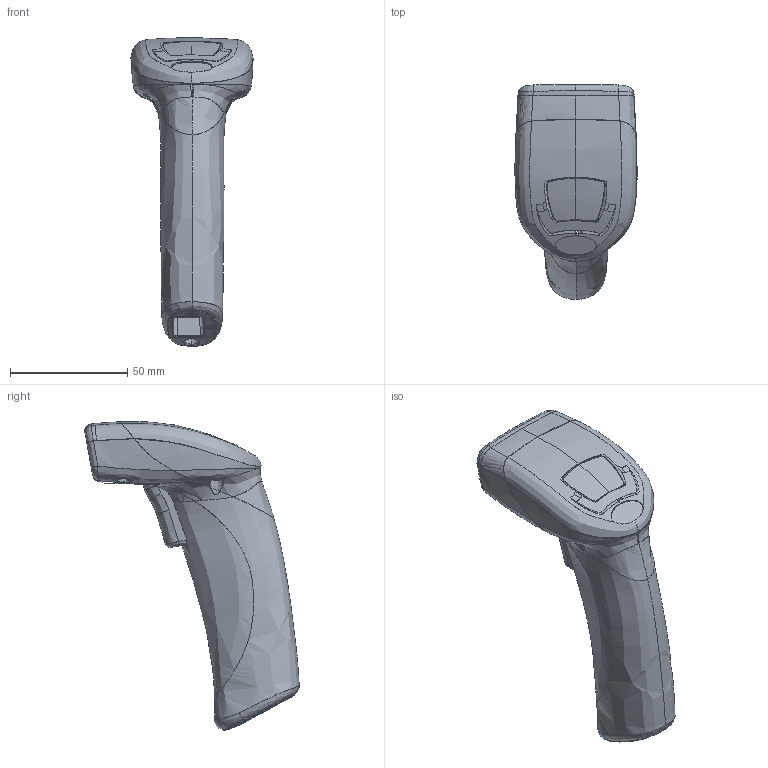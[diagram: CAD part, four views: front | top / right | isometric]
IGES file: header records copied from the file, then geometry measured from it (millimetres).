
Global section: file name: ID80; native system: Autodesk Inventor 2017; preprocessor: unknown; author: S. Sandt; organization: di-soric GmbH & Co. KG; date: 20170814.110120; units: millimetre
Bounding box: 52.16 x 91.45 x 131.62 mm (x, y, z)
Surface area: 28030.1 mm2 (no closed solid volume)
Topology: 0 solids, 0 shells, 416 faces, 14522 edges, 14520 vertices
Faces by surface type: bspline 334, revolution 82
